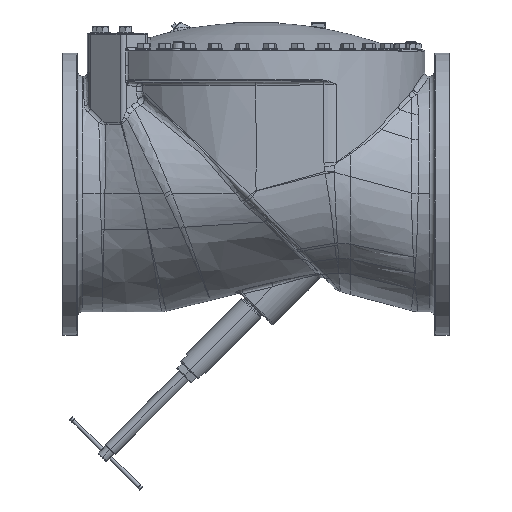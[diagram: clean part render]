
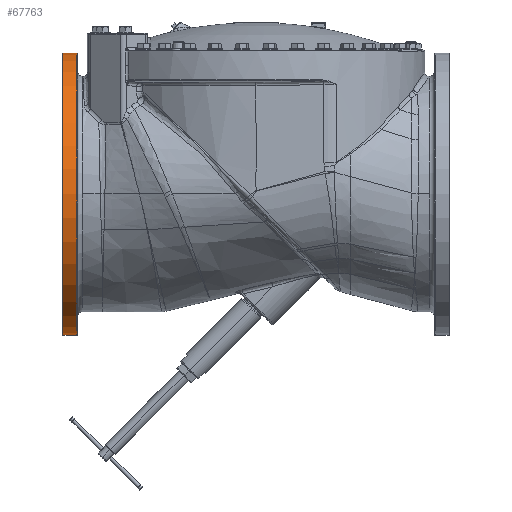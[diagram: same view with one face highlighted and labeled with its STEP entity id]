
A CAD part, top view. The second image highlights one B-rep face of the part: STEP entity #67763.
In plain terms, the highlighted cylindrical face has radius 584.2 mm (diameter 1168.4 mm), a partial arc.
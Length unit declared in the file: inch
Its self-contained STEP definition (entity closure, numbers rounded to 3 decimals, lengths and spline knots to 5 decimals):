
#7940=CARTESIAN_POINT('',(-31.5,0.,0.));
#7941=DIRECTION('',(1.,0.,0.));
#7942=DIRECTION('',(0.,1.,0.));
#7943=AXIS2_PLACEMENT_3D('',#7940,#7941,#7942);
#7945=CARTESIAN_POINT('',(-29.24834,0.,0.));
#7946=DIRECTION('',(-1.,0.,0.));
#7947=DIRECTION('',(0.,-1.,0.));
#7948=AXIS2_PLACEMENT_3D('',#7945,#7946,#7947);
#8275=DIRECTION('',(-1.,0.,0.));
#8276=VECTOR('',#8275,2.25166);
#8277=CARTESIAN_POINT('',(-29.24834,-23.,0.));
#8278=LINE('',#8277,#8276);
#8284=DIRECTION('',(-1.,0.,0.));
#8285=VECTOR('',#8284,2.25166);
#8286=CARTESIAN_POINT('',(-29.24834,23.,0.));
#8287=LINE('',#8286,#8285);
#62645=CARTESIAN_POINT('',(-31.5,23.,0.));
#62646=CARTESIAN_POINT('',(-31.5,-23.,0.));
#62647=VERTEX_POINT('',#62645);
#62648=VERTEX_POINT('',#62646);
#63039=CARTESIAN_POINT('',(-29.24834,23.,0.));
#63040=CARTESIAN_POINT('',(-29.24834,-23.,0.));
#63041=VERTEX_POINT('',#63039);
#63042=VERTEX_POINT('',#63040);
#67749=CARTESIAN_POINT('',(-35.1318,0.,0.));
#67750=DIRECTION('',(1.,0.,0.));
#67751=DIRECTION('',(0.,-1.,0.));
#67752=AXIS2_PLACEMENT_3D('',#67749,#67750,#67751);
#67753=CYLINDRICAL_SURFACE('',#67752,23.);
#67755=ORIENTED_EDGE('',*,*,#67754,.F.);
#67757=ORIENTED_EDGE('',*,*,#67756,.F.);
#67758=ORIENTED_EDGE('',*,*,#67732,.F.);
#67760=ORIENTED_EDGE('',*,*,#67759,.T.);
#67761=EDGE_LOOP('',(#67755,#67757,#67758,#67760));
#67762=FACE_OUTER_BOUND('',#67761,.F.);
#7944=CIRCLE('',#7943,23.);
#7949=CIRCLE('',#7948,23.);
#67732=EDGE_CURVE('',#63042,#63041,#7949,.T.);
#67754=EDGE_CURVE('',#62647,#62648,#7944,.T.);
#67756=EDGE_CURVE('',#63041,#62647,#8287,.T.);
#67759=EDGE_CURVE('',#63042,#62648,#8278,.T.);
#67763=ADVANCED_FACE('',(#67762),#67753,.T.);
